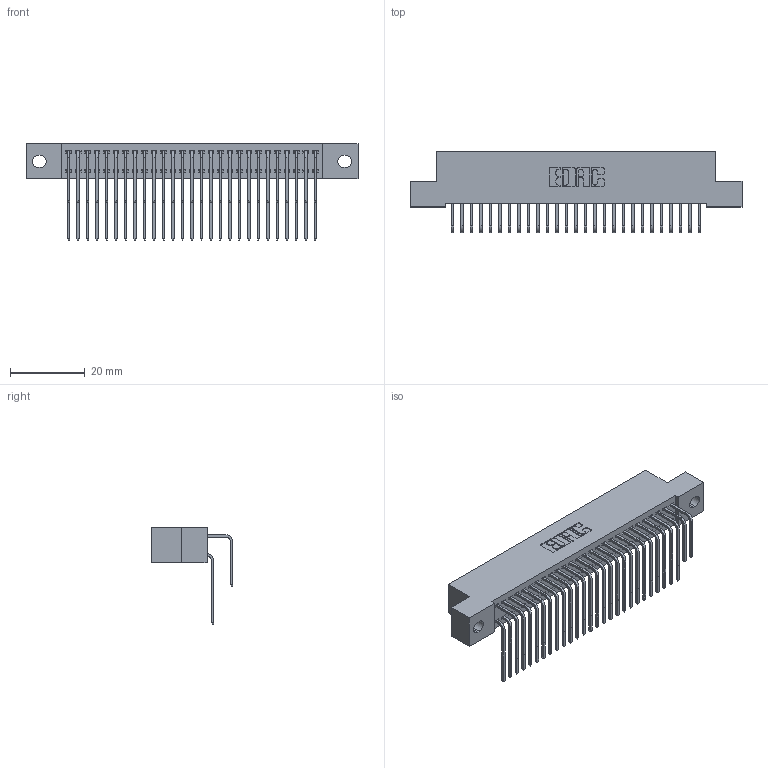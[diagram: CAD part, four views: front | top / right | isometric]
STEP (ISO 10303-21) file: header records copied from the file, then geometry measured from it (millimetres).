
FILE_DESCRIPTION (( 'STEP AP203' ), '1' );
FILE_NAME ('342-054-558-202.STEP', '2018-08-13T00:55:21', ( '' ), ( '' ), 'SwSTEP 2.0', 'SolidWorks 2016', '' );
FILE_SCHEMA (( 'CONFIG_CONTROL_DESIGN' ));
Length unit declared in the file: inch
Products named in the file (4): 345-292-001_558 Tail - 2; 342-054-558-202; 342 Part_.128 Slot; 345-292-001_558 559 Tail - 1
Assembly tree (55 placements, depth 2):
  342-054-558-202
    342 Part_.128 Slot
    345-292-001_558 559 Tail - 1  x27
    345-292-001_558 Tail - 2  x27
Bounding box: 88.9 x 21.91 x 25.78 mm (x, y, z)
Volume: 8176 mm3; surface area: 14107.6 mm2
Topology: 55 solids, 55 shells, 3030 faces, 9005 edges, 5930 vertices
Faces by surface type: plane 2122, cylinder 908
Entity records: 21097 total; most frequent: CARTESIAN_POINT 3565, ORIENTED_EDGE 3450, DIRECTION 3053, EDGE_CURVE 1725, VECTOR 1557, LINE 1557, VERTEX_POINT 1146, AXIS2_PLACEMENT_3D 748
